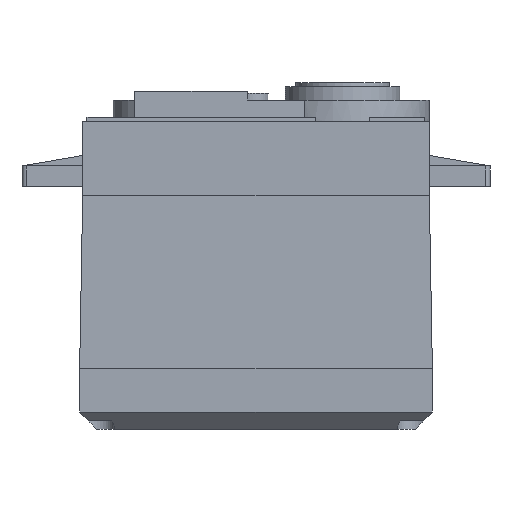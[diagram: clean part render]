
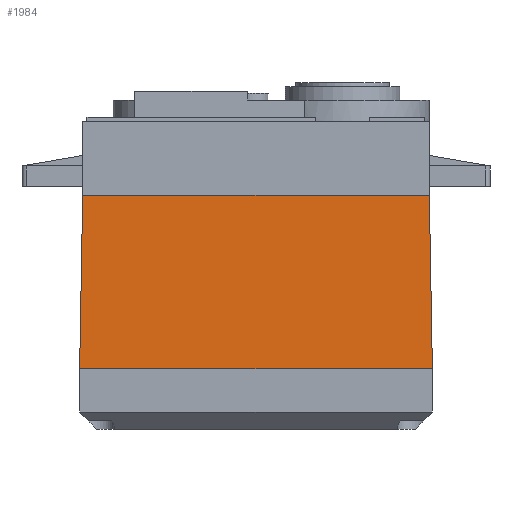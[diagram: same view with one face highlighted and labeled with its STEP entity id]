
A CAD part, front view. The second image highlights one B-rep face of the part: STEP entity #1984.
In plain terms, the highlighted planar face has unit normal (0, -1, 0.018).
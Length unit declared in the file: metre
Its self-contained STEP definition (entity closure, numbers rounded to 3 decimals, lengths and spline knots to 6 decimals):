
#175=LINE('',#3834,#360);
#184=LINE('',#3876,#369);
#191=LINE('',#3889,#376);
#192=LINE('',#3891,#377);
#360=VECTOR('',#3278,1.);
#369=VECTOR('',#3325,1.);
#376=VECTOR('',#3336,1.);
#377=VECTOR('',#3337,1.);
#862=ORIENTED_EDGE('',*,*,#1158,.T.);
#863=ORIENTED_EDGE('',*,*,#1184,.T.);
#864=ORIENTED_EDGE('',*,*,#1185,.F.);
#865=ORIENTED_EDGE('',*,*,#1177,.F.);
#1158=EDGE_CURVE('',#1340,#1354,#175,.T.);
#1177=EDGE_CURVE('',#1340,#1369,#184,.T.);
#1184=EDGE_CURVE('',#1354,#1373,#191,.T.);
#1185=EDGE_CURVE('',#1369,#1373,#192,.T.);
#1340=VERTEX_POINT('',#3782);
#1354=VERTEX_POINT('',#3833);
#1369=VERTEX_POINT('',#3877);
#1373=VERTEX_POINT('',#3890);
#1562=EDGE_LOOP('',(#862,#863,#864,#865));
#1687=FACE_BOUND('',#1562,.T.);
#1770=PLANE('',#2823);
#1984=ADVANCED_FACE('',(#1687),#1770,.T.);
#2823=AXIS2_PLACEMENT_3D('',#3888,#3334,#3335);
#3278=DIRECTION('',(-1.,0.,0.));
#3325=DIRECTION('',(0.017,-0.017,-1.));
#3334=DIRECTION('',(0.,-1.,0.017));
#3335=DIRECTION('',(-1.,0.,0.));
#3336=DIRECTION('',(-0.017,-0.017,-1.));
#3337=DIRECTION('',(-1.,0.,0.));
#3782=CARTESIAN_POINT('',(0.01,-0.0099,-0.001));
#3833=CARTESIAN_POINT('',(-0.03,-0.0099,-0.001));
#3834=CARTESIAN_POINT('',(0.01,-0.0099,-0.001));
#3876=CARTESIAN_POINT('',(0.010175,-0.010075,-0.011));
#3877=CARTESIAN_POINT('',(0.010349,-0.010249,-0.021));
#3888=CARTESIAN_POINT('',(0.01,-0.0099,-0.001));
#3889=CARTESIAN_POINT('',(-0.030175,-0.010075,-0.011));
#3890=CARTESIAN_POINT('',(-0.030349,-0.010249,-0.021));
#3891=CARTESIAN_POINT('',(0.01,-0.010249,-0.021));
